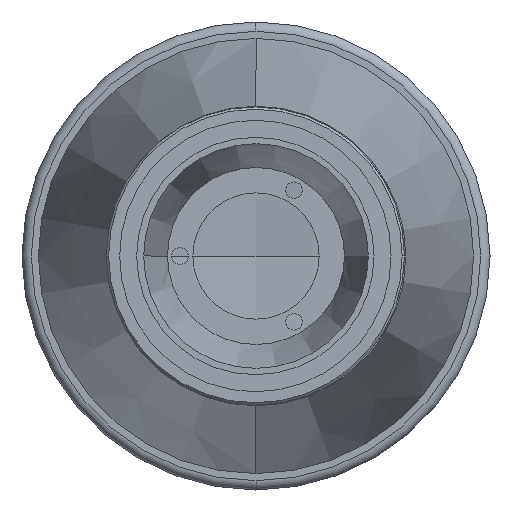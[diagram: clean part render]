
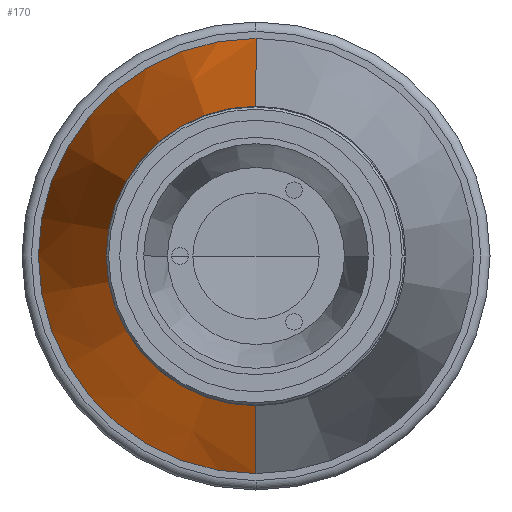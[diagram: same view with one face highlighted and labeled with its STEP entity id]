
A CAD part, left-side view. The second image highlights one B-rep face of the part: STEP entity #170.
In plain terms, the highlighted conical face has half-angle 13.46 degrees and reference radius 46.5 mm.
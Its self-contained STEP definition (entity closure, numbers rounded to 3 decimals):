
#11 = DIRECTION ( 'NONE',  ( 0., 0., -1. ) ) ;
#22 = DIRECTION ( 'NONE',  ( 1., 0., 0. ) ) ;
#23 = CARTESIAN_POINT ( 'NONE',  ( 85.392, 0., 0. ) ) ;
#103 = CARTESIAN_POINT ( 'NONE',  ( 85.392, 0., 19.449 ) ) ;
#170 = ADVANCED_FACE ( 'NONE', ( #1295 ), #1260, .T. ) ;
#196 = CARTESIAN_POINT ( 'NONE',  ( 85.392, 0., -19.449 ) ) ;
#230 = CARTESIAN_POINT ( 'NONE',  ( 198.41, 0., 46.5 ) ) ;
#337 = CARTESIAN_POINT ( 'NONE',  ( 198.41, 0., -46.5 ) ) ;
#349 = ORIENTED_EDGE ( 'NONE', *, *, #1662, .T. ) ;
#445 = ORIENTED_EDGE ( 'NONE', *, *, #1665, .F. ) ;
#793 = AXIS2_PLACEMENT_3D ( 'NONE', #23, #22, #11 ) ;
#814 = AXIS2_PLACEMENT_3D ( 'NONE', #1511, #1497, #1492 ) ;
#833 = DIRECTION ( 'NONE',  ( 1., 0., 0. ) ) ;
#836 = CARTESIAN_POINT ( 'NONE',  ( 198.41, 0., 0. ) ) ;
#840 = DIRECTION ( 'NONE',  ( 0., 0., -1. ) ) ;
#903 = CIRCLE ( 'NONE', #793, 19.449 ) ;
#922 = VECTOR ( 'NONE', #1545, 1000. ) ;
#929 = CIRCLE ( 'NONE', #814, 46.5 ) ;
#932 = LINE ( 'NONE', #1551, #922 ) ;
#940 = VECTOR ( 'NONE', #1626, 1000. ) ;
#958 = LINE ( 'NONE', #1590, #940 ) ;
#1260 = CONICAL_SURFACE ( 'NONE', #1302, 46.5, 0.235 ) ;
#1295 = FACE_OUTER_BOUND ( 'NONE', #1576, .T. ) ;
#1302 = AXIS2_PLACEMENT_3D ( 'NONE', #836, #833, #840 ) ;
#1492 = DIRECTION ( 'NONE',  ( 0., 0., 1. ) ) ;
#1497 = DIRECTION ( 'NONE',  ( -1., 0., 0. ) ) ;
#1511 = CARTESIAN_POINT ( 'NONE',  ( 198.41, 0., 0. ) ) ;
#1519 = ORIENTED_EDGE ( 'NONE', *, *, #1682, .T. ) ;
#1545 = DIRECTION ( 'NONE',  ( 0.973, 0., -0.233 ) ) ;
#1551 = CARTESIAN_POINT ( 'NONE',  ( 198.41, 0., -46.5 ) ) ;
#1576 = EDGE_LOOP ( 'NONE', ( #1519, #2012, #349, #445 ) ) ;
#1590 = CARTESIAN_POINT ( 'NONE',  ( 198.41, 0., 46.5 ) ) ;
#1626 = DIRECTION ( 'NONE',  ( 0.973, 0., 0.233 ) ) ;
#1635 = EDGE_CURVE ( 'NONE', #2105, #2044, #958, .T. ) ;
#1662 = EDGE_CURVE ( 'NONE', #2044, #1981, #929, .T. ) ;
#1665 = EDGE_CURVE ( 'NONE', #2055, #1981, #932, .T. ) ;
#1682 = EDGE_CURVE ( 'NONE', #2055, #2105, #903, .T. ) ;
#1981 = VERTEX_POINT ( 'NONE', #337 ) ;
#2012 = ORIENTED_EDGE ( 'NONE', *, *, #1635, .T. ) ;
#2044 = VERTEX_POINT ( 'NONE', #230 ) ;
#2055 = VERTEX_POINT ( 'NONE', #196 ) ;
#2105 = VERTEX_POINT ( 'NONE', #103 ) ;
